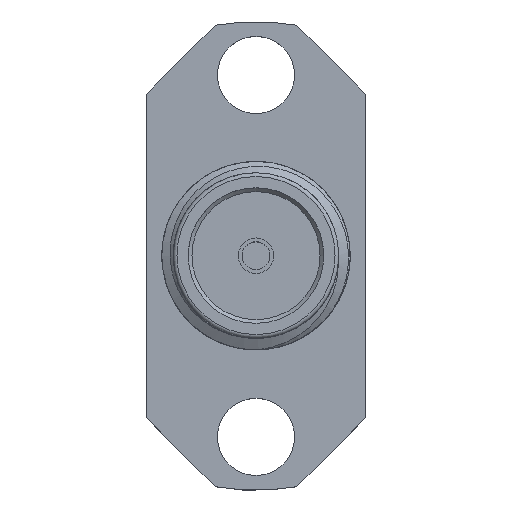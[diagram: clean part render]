
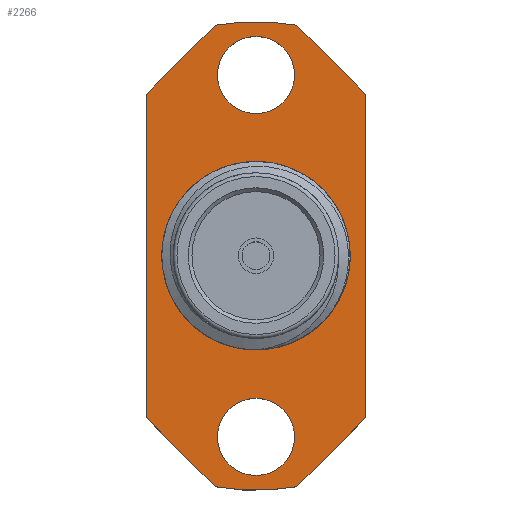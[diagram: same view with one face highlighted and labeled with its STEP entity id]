
A CAD part, top view. The second image highlights one B-rep face of the part: STEP entity #2266.
In plain terms, the highlighted planar face has unit normal (0, 0, 1).
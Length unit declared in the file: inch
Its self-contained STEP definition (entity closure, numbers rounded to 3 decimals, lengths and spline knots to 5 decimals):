
#10 = CARTESIAN_POINT ( 'NONE',  ( 0.14567, -0.31102, -0.30787 ) ) ;
#20 = VECTOR ( 'NONE', #1952, 39.37008 ) ;
#32 = LINE ( 'NONE', #2466, #20 ) ;
#133 = CARTESIAN_POINT ( 'NONE',  ( 0.05118, 0.24016, -0.30787 ) ) ;
#324 = EDGE_CURVE ( 'NONE', #1579, #1630, #32, .T. ) ;
#363 = CIRCLE ( 'NONE', #3461, 0.05118 ) ;
#396 = CARTESIAN_POINT ( 'NONE',  ( 0.05421, 0.30626, -0.30787 ) ) ;
#422 = VECTOR ( 'NONE', #2560, 39.37008 ) ;
#495 = ORIENTED_EDGE ( 'NONE', *, *, #1809, .T. ) ;
#558 = DIRECTION ( 'NONE',  ( 0., 0., 1. ) ) ;
#559 = EDGE_CURVE ( 'NONE', #1630, #1428, #2694, .T. ) ;
#570 = EDGE_LOOP ( 'NONE', ( #3318 ) ) ;
#581 = ORIENTED_EDGE ( 'NONE', *, *, #833, .T. ) ;
#633 = CARTESIAN_POINT ( 'NONE',  ( 0.14567, 0.2148, -0.30787 ) ) ;
#659 = ORIENTED_EDGE ( 'NONE', *, *, #324, .T. ) ;
#675 = ORIENTED_EDGE ( 'NONE', *, *, #1631, .F. ) ;
#701 = VECTOR ( 'NONE', #2941, 39.37008 ) ;
#725 = DIRECTION ( 'NONE',  ( 0., 0., 1. ) ) ;
#736 = FACE_OUTER_BOUND ( 'NONE', #954, .T. ) ;
#816 = CARTESIAN_POINT ( 'NONE',  ( 0., -0.24016, -0.30787 ) ) ;
#833 = EDGE_CURVE ( 'NONE', #1921, #1349, #3458, .T. ) ;
#908 = CARTESIAN_POINT ( 'NONE',  ( -0.14567, -0.31102, -0.30787 ) ) ;
#923 = VECTOR ( 'NONE', #1729, 39.37008 ) ;
#954 = EDGE_LOOP ( 'NONE', ( #2150, #2568, #1165, #659, #3463, #495, #581, #1563 ) ) ;
#955 = DIRECTION ( 'NONE',  ( 1., 0., 0. ) ) ;
#964 = DIRECTION ( 'NONE',  ( 0., 0., -1. ) ) ;
#1011 = FACE_BOUND ( 'NONE', #570, .T. ) ;
#1028 = AXIS2_PLACEMENT_3D ( 'NONE', #2862, #964, #2878 ) ;
#1030 = DIRECTION ( 'NONE',  ( 0., 0., 1. ) ) ;
#1077 = DIRECTION ( 'NONE',  ( 0., 1., 0. ) ) ;
#1118 = CARTESIAN_POINT ( 'NONE',  ( 0., 0., -0.30787 ) ) ;
#1130 = CARTESIAN_POINT ( 'NONE',  ( -0.14567, 0.2148, -0.30787 ) ) ;
#1147 = LINE ( 'NONE', #3077, #1366 ) ;
#1164 = LINE ( 'NONE', #396, #923 ) ;
#1165 = ORIENTED_EDGE ( 'NONE', *, *, #3112, .T. ) ;
#1206 = CARTESIAN_POINT ( 'NONE',  ( -0.11489, 0., -0.30787 ) ) ;
#1253 = CARTESIAN_POINT ( 'NONE',  ( -0.05421, 0.30626, -0.30787 ) ) ;
#1264 = FACE_BOUND ( 'NONE', #1421, .T. ) ;
#1279 = DIRECTION ( 'NONE',  ( 1., 0., 0. ) ) ;
#1349 = VERTEX_POINT ( 'NONE', #1253 ) ;
#1366 = VECTOR ( 'NONE', #2513, 39.37008 ) ;
#1381 = CARTESIAN_POINT ( 'NONE',  ( -0.05421, -0.30626, -0.30787 ) ) ;
#1421 = EDGE_LOOP ( 'NONE', ( #2947 ) ) ;
#1428 = VERTEX_POINT ( 'NONE', #633 ) ;
#1447 = VERTEX_POINT ( 'NONE', #3099 ) ;
#1563 = ORIENTED_EDGE ( 'NONE', *, *, #1829, .T. ) ;
#1579 = VERTEX_POINT ( 'NONE', #2145 ) ;
#1630 = VERTEX_POINT ( 'NONE', #2128 ) ;
#1631 = EDGE_CURVE ( 'NONE', #1447, #1447, #1936, .T. ) ;
#1643 = DIRECTION ( 'NONE',  ( -1., 0., 0. ) ) ;
#1729 = DIRECTION ( 'NONE',  ( -0.707, 0.707, 0. ) ) ;
#1784 = CARTESIAN_POINT ( 'NONE',  ( 0., 0., -0.30787 ) ) ;
#1809 = EDGE_CURVE ( 'NONE', #1428, #1921, #1164, .T. ) ;
#1829 = EDGE_CURVE ( 'NONE', #1349, #2931, #1147, .T. ) ;
#1875 = AXIS2_PLACEMENT_3D ( 'NONE', #2649, #725, #3443 ) ;
#1877 = DIRECTION ( 'NONE',  ( 0., 0., -1. ) ) ;
#1900 = CIRCLE ( 'NONE', #2022, 0.31102 ) ;
#1921 = VERTEX_POINT ( 'NONE', #2798 ) ;
#1936 = CIRCLE ( 'NONE', #3178, 0.05118 ) ;
#1952 = DIRECTION ( 'NONE',  ( 0.707, 0.707, 0. ) ) ;
#1973 = LINE ( 'NONE', #908, #422 ) ;
#2022 = AXIS2_PLACEMENT_3D ( 'NONE', #1784, #2836, #955 ) ;
#2060 = CARTESIAN_POINT ( 'NONE',  ( -0.14567, -0.2148, -0.30787 ) ) ;
#2063 = CARTESIAN_POINT ( 'NONE',  ( 0., 0.24016, -0.30787 ) ) ;
#2068 = VERTEX_POINT ( 'NONE', #2167 ) ;
#2098 = VECTOR ( 'NONE', #1077, 39.37008 ) ;
#2128 = CARTESIAN_POINT ( 'NONE',  ( 0.14567, -0.2148, -0.30787 ) ) ;
#2133 = EDGE_CURVE ( 'NONE', #2931, #3377, #1973, .T. ) ;
#2145 = CARTESIAN_POINT ( 'NONE',  ( 0.05421, -0.30626, -0.30787 ) ) ;
#2150 = ORIENTED_EDGE ( 'NONE', *, *, #2133, .T. ) ;
#2167 = CARTESIAN_POINT ( 'NONE',  ( -0.05421, -0.30626, -0.30787 ) ) ;
#2266 = ADVANCED_FACE ( 'NONE', ( #1011, #1264, #2646, #736 ), #3392, .F. ) ;
#2374 = EDGE_CURVE ( 'NONE', #3062, #3062, #363, .T. ) ;
#2425 = LINE ( 'NONE', #1381, #701 ) ;
#2466 = CARTESIAN_POINT ( 'NONE',  ( 0.05421, -0.30626, -0.30787 ) ) ;
#2513 = DIRECTION ( 'NONE',  ( -0.707, -0.707, 0. ) ) ;
#2560 = DIRECTION ( 'NONE',  ( 0., -1., 0. ) ) ;
#2568 = ORIENTED_EDGE ( 'NONE', *, *, #2639, .T. ) ;
#2613 = EDGE_CURVE ( 'NONE', #3289, #3289, #2619, .T. ) ;
#2619 = CIRCLE ( 'NONE', #3291, 0.11489 ) ;
#2631 = DIRECTION ( 'NONE',  ( 1., 0., 0. ) ) ;
#2639 = EDGE_CURVE ( 'NONE', #3377, #2068, #2425, .T. ) ;
#2646 = FACE_BOUND ( 'NONE', #3194, .T. ) ;
#2649 = CARTESIAN_POINT ( 'NONE',  ( 0., 0., -0.30787 ) ) ;
#2694 = LINE ( 'NONE', #10, #2098 ) ;
#2798 = CARTESIAN_POINT ( 'NONE',  ( 0.05421, 0.30626, -0.30787 ) ) ;
#2836 = DIRECTION ( 'NONE',  ( 0., 0., 1. ) ) ;
#2862 = CARTESIAN_POINT ( 'NONE',  ( 0., 0., -0.30787 ) ) ;
#2878 = DIRECTION ( 'NONE',  ( -1., 0., 0. ) ) ;
#2931 = VERTEX_POINT ( 'NONE', #1130 ) ;
#2941 = DIRECTION ( 'NONE',  ( 0.707, -0.707, 0. ) ) ;
#2947 = ORIENTED_EDGE ( 'NONE', *, *, #2374, .F. ) ;
#3062 = VERTEX_POINT ( 'NONE', #133 ) ;
#3077 = CARTESIAN_POINT ( 'NONE',  ( -0.05421, 0.30626, -0.30787 ) ) ;
#3099 = CARTESIAN_POINT ( 'NONE',  ( 0.05118, -0.24016, -0.30787 ) ) ;
#3112 = EDGE_CURVE ( 'NONE', #2068, #1579, #1900, .T. ) ;
#3178 = AXIS2_PLACEMENT_3D ( 'NONE', #816, #558, #2631 ) ;
#3194 = EDGE_LOOP ( 'NONE', ( #675 ) ) ;
#3289 = VERTEX_POINT ( 'NONE', #1206 ) ;
#3291 = AXIS2_PLACEMENT_3D ( 'NONE', #1118, #1877, #1643 ) ;
#3318 = ORIENTED_EDGE ( 'NONE', *, *, #2613, .T. ) ;
#3377 = VERTEX_POINT ( 'NONE', #2060 ) ;
#3392 = PLANE ( 'NONE',  #1028 ) ;
#3443 = DIRECTION ( 'NONE',  ( 1., 0., 0. ) ) ;
#3458 = CIRCLE ( 'NONE', #1875, 0.31102 ) ;
#3461 = AXIS2_PLACEMENT_3D ( 'NONE', #2063, #1030, #1279 ) ;
#3463 = ORIENTED_EDGE ( 'NONE', *, *, #559, .T. ) ;
